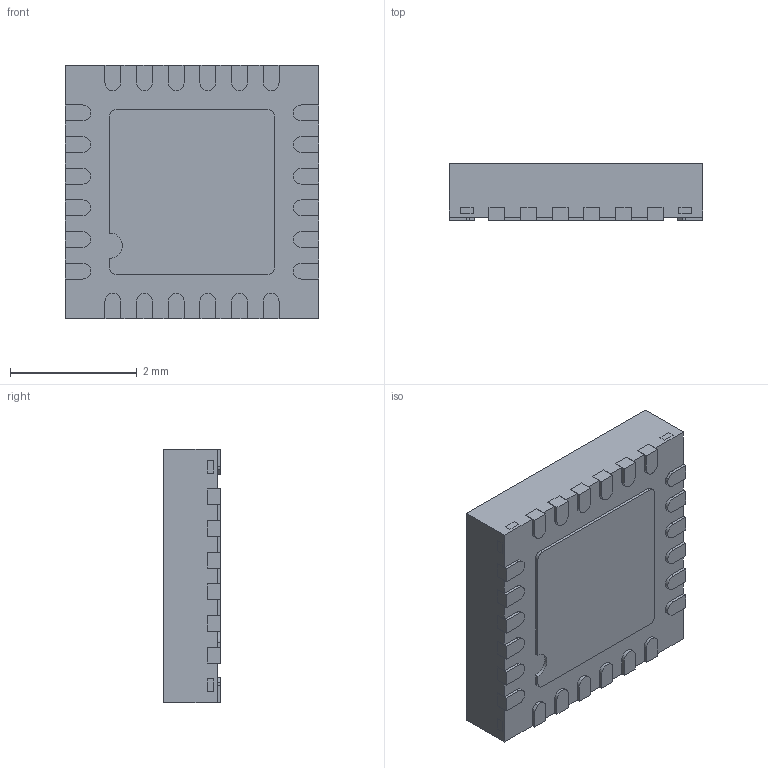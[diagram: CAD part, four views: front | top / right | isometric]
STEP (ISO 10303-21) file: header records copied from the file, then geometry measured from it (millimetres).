
FILE_DESCRIPTION(('FreeCAD Model'),'2;1');
FILE_NAME('Open CASCADE Shape Model','2023-03-06T14:50:04',('Author'),( ''),'Open CASCADE STEP processor 7.6','FreeCAD','Unknown');
FILE_SCHEMA(('AUTOMOTIVE_DESIGN { 1 0 10303 214 1 1 1 1 }'));
Length unit declared in the file: millimetre
Products named in the file (1): ATSAMD11D14A-MUT
Bounding box: 4 x 0.9 x 4 mm (x, y, z)
Volume: 14 mm3; surface area: 85.2 mm2
Topology: 4 solids, 4 shells, 474 faces, 1560 edges, 1040 vertices
Faces by surface type: plane 384, cylinder 90
Entity records: 39316 total; most frequent: CARTESIAN_POINT 6975, DIRECTION 5760, LINE 4160, VECTOR 4160, ORIENTED_EDGE 3120, PCURVE 3120, DEFINITIONAL_REPRESENTATION 3120, EDGE_CURVE 1560
